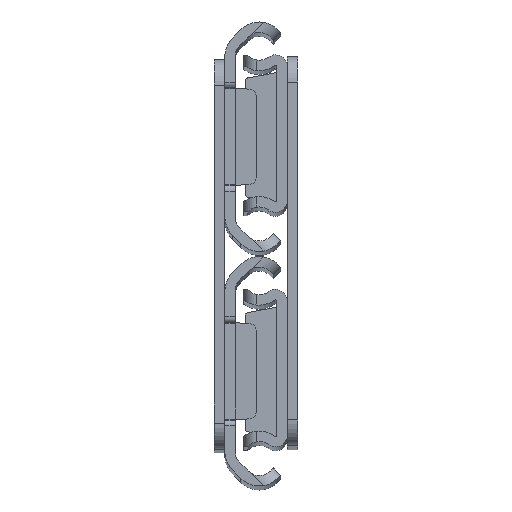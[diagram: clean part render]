
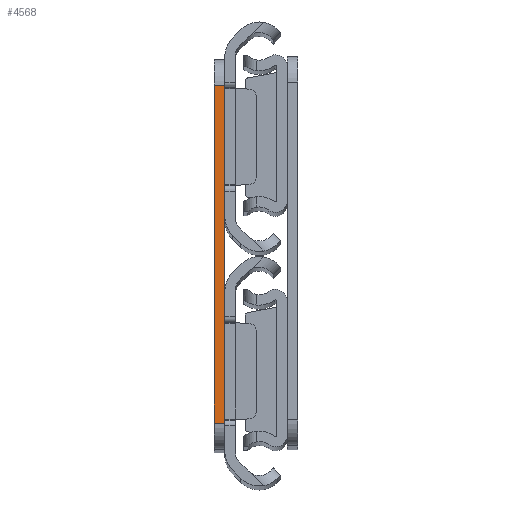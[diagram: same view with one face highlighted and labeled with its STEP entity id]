
A CAD part, top view. The second image highlights one B-rep face of the part: STEP entity #4568.
In plain terms, the highlighted planar face has unit normal (0, 0, 1).
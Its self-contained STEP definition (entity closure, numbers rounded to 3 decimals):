
#832 = DIRECTION ( 'NONE',  ( 0., 0., 1. ) ) ;
#1039 = ORIENTED_EDGE ( 'NONE', *, *, #2947, .T. ) ;
#1174 = VERTEX_POINT ( 'NONE', #1979 ) ;
#1300 = ORIENTED_EDGE ( 'NONE', *, *, #6508, .F. ) ;
#1336 = CARTESIAN_POINT ( 'NONE',  ( -1.6, 26., 0. ) ) ;
#1507 = CARTESIAN_POINT ( 'NONE',  ( -1.6, 0., 0. ) ) ;
#1813 = CARTESIAN_POINT ( 'NONE',  ( -1.6, -26., 0. ) ) ;
#1979 = CARTESIAN_POINT ( 'NONE',  ( 0., 26., 0. ) ) ;
#2034 = LINE ( 'NONE', #4880, #4886 ) ;
#2527 = EDGE_LOOP ( 'NONE', ( #3744, #3046, #1300, #1039 ) ) ;
#2684 = DIRECTION ( 'NONE',  ( 1., 0., 0. ) ) ;
#2928 = DIRECTION ( 'NONE',  ( 1., 0., 0. ) ) ;
#2947 = EDGE_CURVE ( 'NONE', #1174, #5814, #6883, .T. ) ;
#3046 = ORIENTED_EDGE ( 'NONE', *, *, #4051, .T. ) ;
#3218 = VECTOR ( 'NONE', #6685, 1000. ) ;
#3313 = AXIS2_PLACEMENT_3D ( 'NONE', #1507, #832, #2684 ) ;
#3744 = ORIENTED_EDGE ( 'NONE', *, *, #7183, .T. ) ;
#3793 = CARTESIAN_POINT ( 'NONE',  ( -1.6, -26., 0. ) ) ;
#4051 = EDGE_CURVE ( 'NONE', #4270, #5155, #6246, .T. ) ;
#4270 = VERTEX_POINT ( 'NONE', #3793 ) ;
#4342 = PLANE ( 'NONE',  #3313 ) ;
#4376 = VECTOR ( 'NONE', #2928, 1000. ) ;
#4384 = LINE ( 'NONE', #5705, #3218 ) ;
#4568 = ADVANCED_FACE ( 'NONE', ( #7113 ), #4342, .T. ) ;
#4838 = DIRECTION ( 'NONE',  ( -1., 0., 0. ) ) ;
#4880 = CARTESIAN_POINT ( 'NONE',  ( -1.6, 0., 0. ) ) ;
#4886 = VECTOR ( 'NONE', #6022, 1000. ) ;
#4920 = CARTESIAN_POINT ( 'NONE',  ( 0., -26., 0. ) ) ;
#5155 = VERTEX_POINT ( 'NONE', #4920 ) ;
#5705 = CARTESIAN_POINT ( 'NONE',  ( 0., 0., 0. ) ) ;
#5814 = VERTEX_POINT ( 'NONE', #6325 ) ;
#6022 = DIRECTION ( 'NONE',  ( 0., -1., 0. ) ) ;
#6246 = LINE ( 'NONE', #1813, #4376 ) ;
#6325 = CARTESIAN_POINT ( 'NONE',  ( -1.6, 26., 0. ) ) ;
#6508 = EDGE_CURVE ( 'NONE', #1174, #5155, #4384, .T. ) ;
#6685 = DIRECTION ( 'NONE',  ( 0., -1., 0. ) ) ;
#6883 = LINE ( 'NONE', #1336, #6994 ) ;
#6994 = VECTOR ( 'NONE', #4838, 1000. ) ;
#7113 = FACE_OUTER_BOUND ( 'NONE', #2527, .T. ) ;
#7183 = EDGE_CURVE ( 'NONE', #5814, #4270, #2034, .T. ) ;
